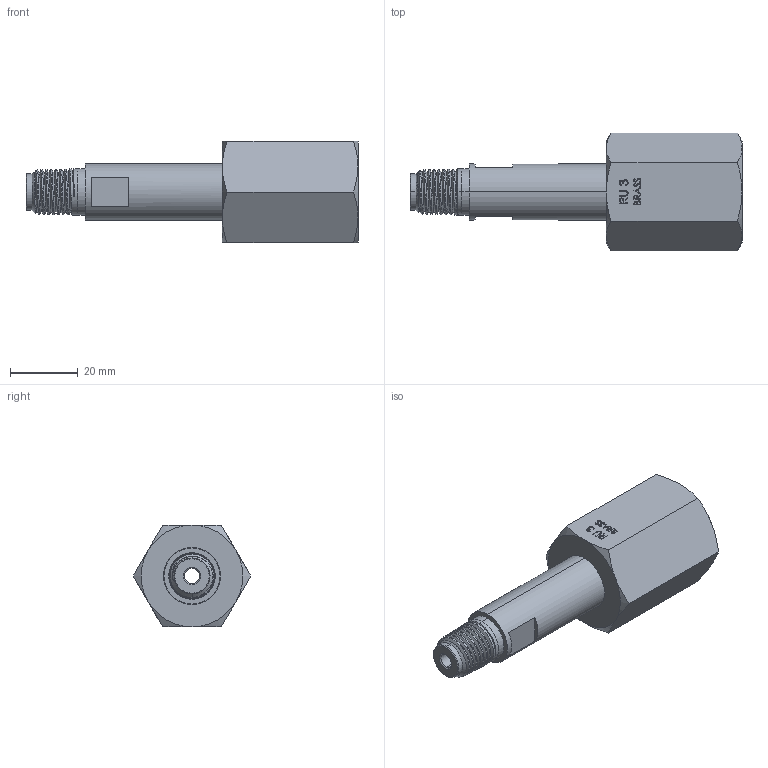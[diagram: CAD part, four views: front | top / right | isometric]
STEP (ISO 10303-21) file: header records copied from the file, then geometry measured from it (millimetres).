
FILE_DESCRIPTION (( 'STEP AP203' ), '1' );
FILE_NAME ('INL-RU3BR-4M-56.STEP', '2025-09-18T18:42:17', ( '' ), ( '' ), 'SwSTEP 2.0', 'SolidWorks 2018', '' );
FILE_SCHEMA (( 'CONFIG_CONTROL_DESIGN' ));
Length unit declared in the file: inch
Products named in the file (4): PRT-002345; INL-RU3BR-4M-56; PRT-002210; PRT-002350
Assembly tree (3 placements, depth 2):
  INL-RU3BR-4M-56
    PRT-002345
    PRT-002350
    PRT-002210
Bounding box: 97.9 x 34.64 x 30 mm (x, y, z)
Volume: 35048.7 mm3; surface area: 15482.4 mm2
Topology: 3 solids, 3 shells, 247 faces, 642 edges, 420 vertices
Faces by surface type: plane 91, bspline 79, cone 39, cylinder 38
Entity records: 20442 total; most frequent: CARTESIAN_POINT 14711, ORIENTED_EDGE 1284, DIRECTION 793, EDGE_CURVE 642, VERTEX_POINT 420, VECTOR 313, LINE 313, EDGE_LOOP 272
